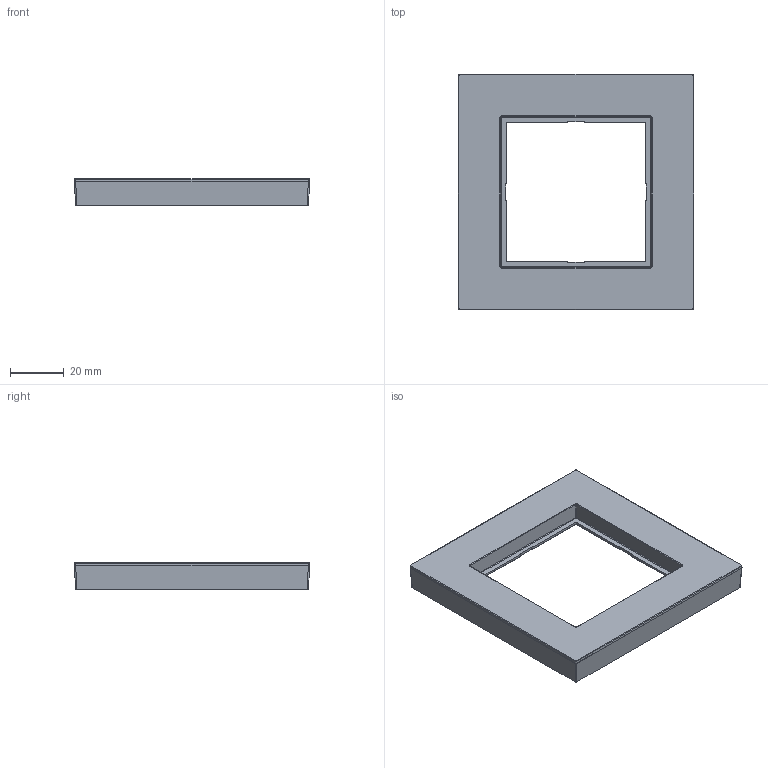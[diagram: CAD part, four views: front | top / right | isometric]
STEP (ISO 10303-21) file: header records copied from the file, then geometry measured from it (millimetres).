
FILE_DESCRIPTION((''),'2;1');
FILE_NAME('WAD8100_GEN_ASM','2025-03-19T10:26:11',('andolfs'),(''),'CREO PARAMETRIC BY PTC INC, 2023154','CREO PARAMETRIC BY PTC INC, 2023154','');
FILE_SCHEMA(('CONFIG_CONTROL_DESIGN','SHAPE_APPEARANCE_LAYERS_GROUPS'));
Products named in the file (3): W4G0082_18; W1A2427_GEN; WAD8100_GEN_ASM
Assembly tree (2 placements, depth 2):
  WAD8100_GEN_ASM
    W4G0082_18
    W1A2427_GEN
Bounding box: 88 x 88 x 10 mm (x, y, z)
Volume: 15516.5 mm3; surface area: 20064.5 mm2
Topology: 1 solids, 1 shells, 2558 faces, 6837 edges, 4432 vertices
Faces by surface type: plane 1176, extrusion 782, cylinder 314, bspline 218, sphere 32, torus 20, cone 12, revolution 4
Entity records: 122447 total; most frequent: CARTESIAN_POINT 42470, ORIENTED_EDGE 13674, DIRECTION 9181, PRESENTATION_STYLE_ASSIGNMENT 6838, STYLED_ITEM 6838, CURVE_STYLE 6837, EDGE_CURVE 6837, VECTOR 5007
